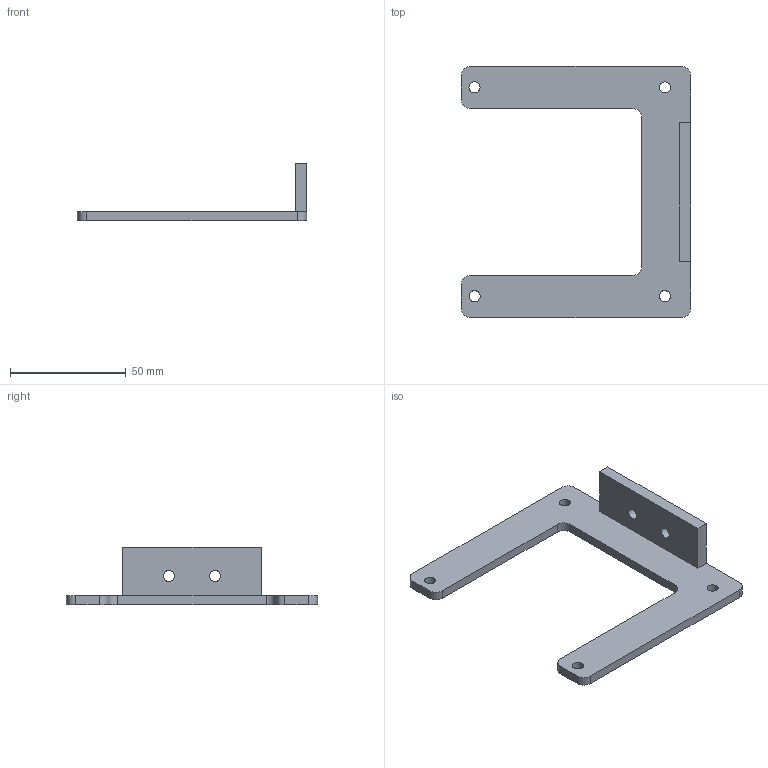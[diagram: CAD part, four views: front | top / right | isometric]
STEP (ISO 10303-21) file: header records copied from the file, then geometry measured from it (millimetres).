
FILE_DESCRIPTION(/* description */ (''),/* implementation_level */ '2;1');
FILE_NAME(/* name */ 'Cell Modem Mount v6.step',/* time_stamp */ '2025-10-24T09:16:31-04:00',/* author */ (''),/* organization */ (''),/* preprocessor_version */ 'ST-DEVELOPER v20.1',/* originating_system */ 'Autodesk Translation Framework v14.17.0.0',/* authorisation */ '');
FILE_SCHEMA (('AUTOMOTIVE_DESIGN { 1 0 10303 214 3 1 1 }'));
Length unit declared in the file: millimetre
Products named in the file (1): Cell Modem Mount
Bounding box: 99 x 108.5 x 25 mm (x, y, z)
Volume: 26276.6 mm3; surface area: 15357.5 mm2
Topology: 1 solids, 1 shells, 28 faces, 78 edges, 52 vertices
Faces by surface type: cylinder 14, plane 14
Full cylindrical faces by diameter (mm): 4.8 x6
Entity records: 956 total; most frequent: DIRECTION 164, CARTESIAN_POINT 159, ORIENTED_EDGE 156, EDGE_CURVE 78, AXIS2_PLACEMENT_3D 57, VERTEX_POINT 52, LINE 50, VECTOR 50
